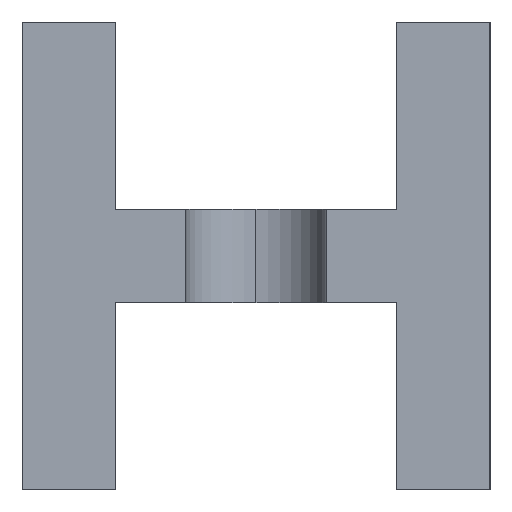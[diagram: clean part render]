
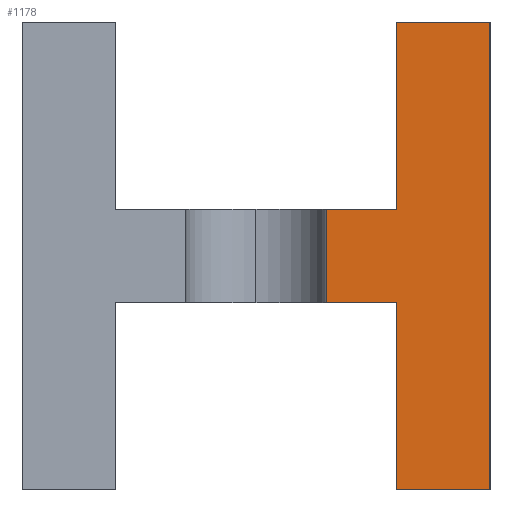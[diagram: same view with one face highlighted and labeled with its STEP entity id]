
A CAD part, left-side view. The second image highlights one B-rep face of the part: STEP entity #1178.
In plain terms, the highlighted planar face has unit normal (-1, 0, 0).
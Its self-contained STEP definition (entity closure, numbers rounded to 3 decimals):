
#47 = VERTEX_POINT ( 'NONE', #5441 ) ;
#109 = CARTESIAN_POINT ( 'NONE',  ( 0., 2., 6. ) ) ;
#219 = CARTESIAN_POINT ( 'NONE',  ( 0., 2., 10. ) ) ;
#479 = LINE ( 'NONE', #1668, #5076 ) ;
#560 = VERTEX_POINT ( 'NONE', #219 ) ;
#649 = EDGE_CURVE ( 'NONE', #3205, #945, #8402, .T. ) ;
#900 = CARTESIAN_POINT ( 'NONE',  ( 0., 2., 4. ) ) ;
#945 = VERTEX_POINT ( 'NONE', #6587 ) ;
#1178 = ADVANCED_FACE ( 'NONE', ( #5325 ), #3340, .T. ) ;
#1274 = EDGE_CURVE ( 'NONE', #47, #8864, #479, .T. ) ;
#1668 = CARTESIAN_POINT ( 'NONE',  ( 0., 0., 0. ) ) ;
#1685 = DIRECTION ( 'NONE',  ( 0., 0., -1. ) ) ;
#1700 = EDGE_LOOP ( 'NONE', ( #7300, #4928, #4258, #7889, #4050, #4140, #7047, #5333 ) ) ;
#1912 = EDGE_CURVE ( 'NONE', #945, #9316, #2693, .T. ) ;
#1944 = DIRECTION ( 'NONE',  ( 0., 0., 1. ) ) ;
#2159 = CARTESIAN_POINT ( 'NONE',  ( 0., 2., 4. ) ) ;
#2309 = EDGE_CURVE ( 'NONE', #560, #47, #5200, .T. ) ;
#2693 = LINE ( 'NONE', #8326, #8396 ) ;
#2934 = DIRECTION ( 'NONE',  ( 0., 0., 1. ) ) ;
#3086 = DIRECTION ( 'NONE',  ( -1., 0., 0. ) ) ;
#3152 = VECTOR ( 'NONE', #7621, 1000. ) ;
#3183 = VECTOR ( 'NONE', #8652, 1000. ) ;
#3205 = VERTEX_POINT ( 'NONE', #3788 ) ;
#3340 = PLANE ( 'NONE',  #4666 ) ;
#3717 = CARTESIAN_POINT ( 'NONE',  ( 0., 0., 0. ) ) ;
#3788 = CARTESIAN_POINT ( 'NONE',  ( 0., 3.5, 4. ) ) ;
#4050 = ORIENTED_EDGE ( 'NONE', *, *, #1274, .F. ) ;
#4140 = ORIENTED_EDGE ( 'NONE', *, *, #2309, .F. ) ;
#4258 = ORIENTED_EDGE ( 'NONE', *, *, #5780, .F. ) ;
#4400 = CARTESIAN_POINT ( 'NONE',  ( 0., 0., 0. ) ) ;
#4513 = VECTOR ( 'NONE', #8939, 1000. ) ;
#4567 = VECTOR ( 'NONE', #1944, 1000. ) ;
#4666 = AXIS2_PLACEMENT_3D ( 'NONE', #3717, #3086, #2934 ) ;
#4765 = EDGE_CURVE ( 'NONE', #8864, #9486, #7096, .T. ) ;
#4773 = EDGE_CURVE ( 'NONE', #9260, #3205, #9253, .T. ) ;
#4928 = ORIENTED_EDGE ( 'NONE', *, *, #4773, .F. ) ;
#5018 = LINE ( 'NONE', #2159, #4567 ) ;
#5076 = VECTOR ( 'NONE', #1685, 1000. ) ;
#5200 = LINE ( 'NONE', #8556, #3183 ) ;
#5325 = FACE_OUTER_BOUND ( 'NONE', #1700, .T. ) ;
#5333 = ORIENTED_EDGE ( 'NONE', *, *, #1912, .F. ) ;
#5405 = LINE ( 'NONE', #8602, #7078 ) ;
#5441 = CARTESIAN_POINT ( 'NONE',  ( 0., 0., 10. ) ) ;
#5780 = EDGE_CURVE ( 'NONE', #9486, #9260, #5018, .T. ) ;
#6587 = CARTESIAN_POINT ( 'NONE',  ( 0., 3.5, 6. ) ) ;
#7047 = ORIENTED_EDGE ( 'NONE', *, *, #7199, .F. ) ;
#7078 = VECTOR ( 'NONE', #8013, 1000. ) ;
#7096 = LINE ( 'NONE', #7686, #3152 ) ;
#7199 = EDGE_CURVE ( 'NONE', #9316, #560, #5405, .T. ) ;
#7300 = ORIENTED_EDGE ( 'NONE', *, *, #649, .F. ) ;
#7489 = CARTESIAN_POINT ( 'NONE',  ( 0., 2., 0. ) ) ;
#7536 = CARTESIAN_POINT ( 'NONE',  ( 0., 8., 4. ) ) ;
#7621 = DIRECTION ( 'NONE',  ( 0., 1., 0. ) ) ;
#7686 = CARTESIAN_POINT ( 'NONE',  ( 0., 2., 0. ) ) ;
#7889 = ORIENTED_EDGE ( 'NONE', *, *, #4765, .F. ) ;
#8013 = DIRECTION ( 'NONE',  ( 0., 0., 1. ) ) ;
#8299 = DIRECTION ( 'NONE',  ( 0., 1., 0. ) ) ;
#8326 = CARTESIAN_POINT ( 'NONE',  ( 0., 2., 6. ) ) ;
#8396 = VECTOR ( 'NONE', #8401, 1000. ) ;
#8401 = DIRECTION ( 'NONE',  ( 0., -1., 0. ) ) ;
#8402 = LINE ( 'NONE', #8898, #4513 ) ;
#8556 = CARTESIAN_POINT ( 'NONE',  ( 0., 0., 10. ) ) ;
#8602 = CARTESIAN_POINT ( 'NONE',  ( 0., 2., 10. ) ) ;
#8652 = DIRECTION ( 'NONE',  ( 0., -1., 0. ) ) ;
#8801 = VECTOR ( 'NONE', #8299, 1000. ) ;
#8864 = VERTEX_POINT ( 'NONE', #4400 ) ;
#8898 = CARTESIAN_POINT ( 'NONE',  ( 0., 3.5, 4. ) ) ;
#8939 = DIRECTION ( 'NONE',  ( 0., 0., 1. ) ) ;
#9253 = LINE ( 'NONE', #7536, #8801 ) ;
#9260 = VERTEX_POINT ( 'NONE', #900 ) ;
#9316 = VERTEX_POINT ( 'NONE', #109 ) ;
#9486 = VERTEX_POINT ( 'NONE', #7489 ) ;
